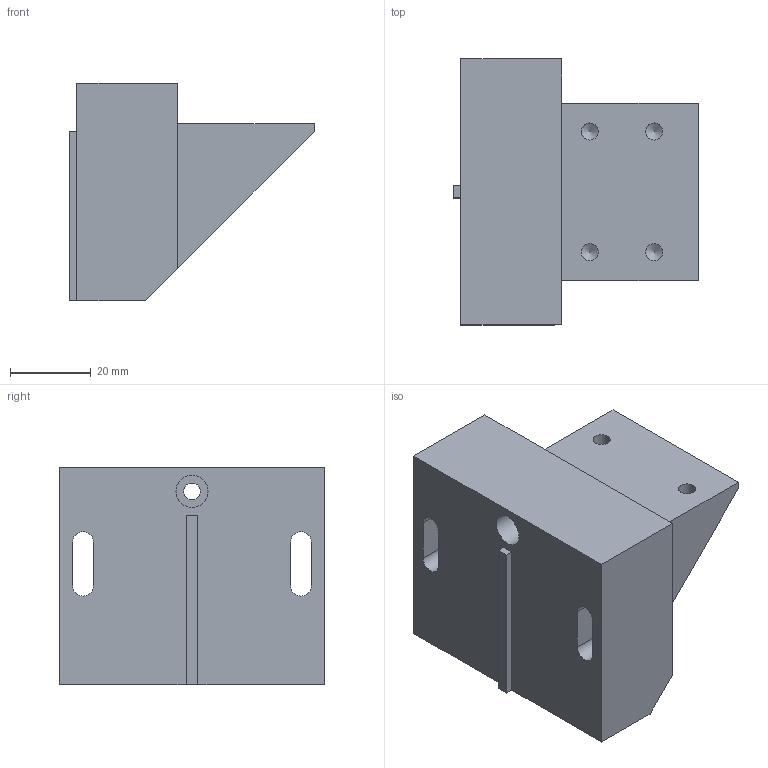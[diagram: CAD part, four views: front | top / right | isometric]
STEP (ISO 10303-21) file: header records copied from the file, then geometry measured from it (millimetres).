
FILE_DESCRIPTION(/* description */ (''),/* implementation_level */ '2;1');
FILE_NAME(/* name */ 'CustomBracket.step',/* time_stamp */ '2022-12-15T12:23:10+01:00',/* author */ (''),/* organization */ (''),/* preprocessor_version */ 'ST-DEVELOPER v19.2',/* originating_system */ 'Autodesk Translation Framework v11.17.0.187',/* authorisation */ '');
FILE_SCHEMA (('AUTOMOTIVE_DESIGN { 1 0 10303 214 3 1 1 }'));
Length unit declared in the file: millimetre
Products named in the file (2): Custom Bracket; Composant1
Assembly tree (1 placements, depth 2):
  Custom Bracket
    Composant1
Bounding box: 60.8 x 66 x 54 mm (x, y, z)
Volume: 108750.3 mm3; surface area: 19648.6 mm2
Topology: 1 solids, 1 shells, 52 faces, 133 edges, 86 vertices
Faces by surface type: plane 26, cylinder 18, cone 8
Full cylindrical faces by diameter (mm): 3.332 x4, 4.2 x1, 4.234 x4, 8 x1
Entity records: 1594 total; most frequent: DIRECTION 271, CARTESIAN_POINT 266, ORIENTED_EDGE 250, EDGE_CURVE 125, AXIS2_PLACEMENT_3D 91, LINE 89, VECTOR 89, VERTEX_POINT 86
